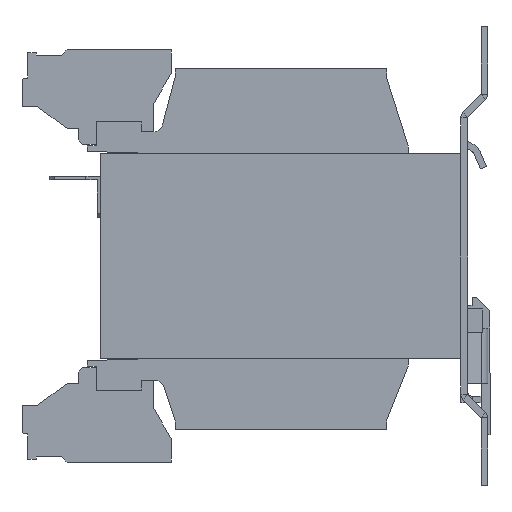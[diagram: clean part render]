
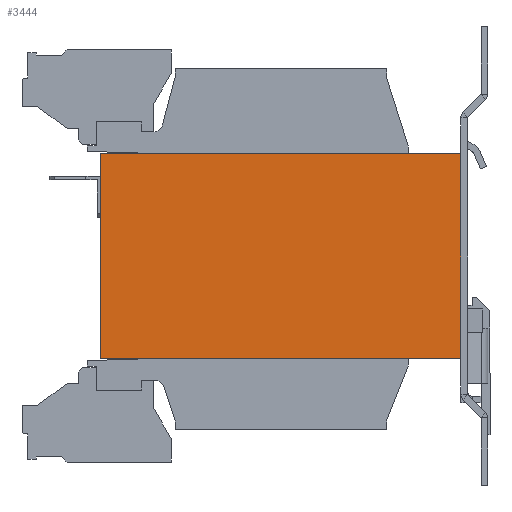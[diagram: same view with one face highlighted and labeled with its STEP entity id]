
A CAD part, left-side view. The second image highlights one B-rep face of the part: STEP entity #3444.
In plain terms, the highlighted planar face has unit normal (-1, 0, 0).
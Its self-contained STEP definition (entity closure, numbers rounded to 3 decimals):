
#89 = EDGE_LOOP ( 'NONE', ( #2084, #4248, #8637, #10954 ) ) ;
#249 = CARTESIAN_POINT ( 'NONE',  ( -48., 0., -22.75 ) ) ;
#1016 = DIRECTION ( 'NONE',  ( 0., -1., 0. ) ) ;
#1511 = VERTEX_POINT ( 'NONE', #7930 ) ;
#1520 = CARTESIAN_POINT ( 'NONE',  ( -48., -40., 22.75 ) ) ;
#1681 = CARTESIAN_POINT ( 'NONE',  ( -48., 40., -22.75 ) ) ;
#2084 = ORIENTED_EDGE ( 'NONE', *, *, #2414, .T. ) ;
#2414 = EDGE_CURVE ( 'Defeature ausgef�hrt1_29+Defeature ausgef�hrt1_31+Defeature ausgef�hrt1_27+Defeature ausgef�hrt1_43', #2810, #1511, #11006, .T. ) ;
#2509 = VERTEX_POINT ( 'NONE', #4910 ) ;
#2525 = LINE ( 'NONE', #1520, #11490 ) ;
#2562 = VECTOR ( 'NONE', #1016, 1000. ) ;
#2810 = VERTEX_POINT ( 'NONE', #1681 ) ;
#3131 = LINE ( 'NONE', #10996, #2562 ) ;
#3444 = ADVANCED_FACE ( 'Defeature ausgef�hrt1_29', ( #10254 ), #7274, .F. ) ;
#4248 = ORIENTED_EDGE ( 'NONE', *, *, #8122, .F. ) ;
#4910 = CARTESIAN_POINT ( 'NONE',  ( -48., 40., 22.75 ) ) ;
#5374 = CARTESIAN_POINT ( 'NONE',  ( -48., 0., 22.75 ) ) ;
#6527 = LINE ( 'NONE', #11700, #11339 ) ;
#7011 = VECTOR ( 'NONE', #11134, 1000. ) ;
#7050 = AXIS2_PLACEMENT_3D ( 'NONE', #5374, #8157, #7999 ) ;
#7174 = CARTESIAN_POINT ( 'NONE',  ( -48., -40., 22.75 ) ) ;
#7274 = PLANE ( 'NONE',  #7050 ) ;
#7884 = DIRECTION ( 'NONE',  ( 0., 0., -1. ) ) ;
#7895 = VERTEX_POINT ( 'NONE', #7174 ) ;
#7930 = CARTESIAN_POINT ( 'NONE',  ( -48., -40., -22.75 ) ) ;
#7999 = DIRECTION ( 'NONE',  ( 0., 0., -1. ) ) ;
#8122 = EDGE_CURVE ( 'Defeature ausgef�hrt1_43+Defeature ausgef�hrt1_29+Defeature ausgef�hrt1_37+Defeature ausgef�hrt1_32', #7895, #1511, #2525, .T. ) ;
#8157 = DIRECTION ( 'NONE',  ( 1., 0., 0. ) ) ;
#8292 = EDGE_CURVE ( 'Defeature ausgef�hrt1_29+Defeature ausgef�hrt1_27+Defeature ausgef�hrt1_30+Defeature ausgef�hrt1_31', #2509, #2810, #6527, .T. ) ;
#8637 = ORIENTED_EDGE ( 'NONE', *, *, #11158, .F. ) ;
#8645 = DIRECTION ( 'NONE',  ( 0., 0., -1. ) ) ;
#10254 = FACE_OUTER_BOUND ( 'NONE', #89, .T. ) ;
#10954 = ORIENTED_EDGE ( 'NONE', *, *, #8292, .T. ) ;
#10996 = CARTESIAN_POINT ( 'NONE',  ( -48., 0., 22.75 ) ) ;
#11006 = LINE ( 'NONE', #249, #7011 ) ;
#11134 = DIRECTION ( 'NONE',  ( 0., -1., 0. ) ) ;
#11158 = EDGE_CURVE ( 'Defeature ausgef�hrt1_30+Defeature ausgef�hrt1_29+Defeature ausgef�hrt1_27+Defeature ausgef�hrt1_37', #2509, #7895, #3131, .T. ) ;
#11339 = VECTOR ( 'NONE', #7884, 1000. ) ;
#11490 = VECTOR ( 'NONE', #8645, 1000. ) ;
#11700 = CARTESIAN_POINT ( 'NONE',  ( -48., 40., 22.75 ) ) ;
